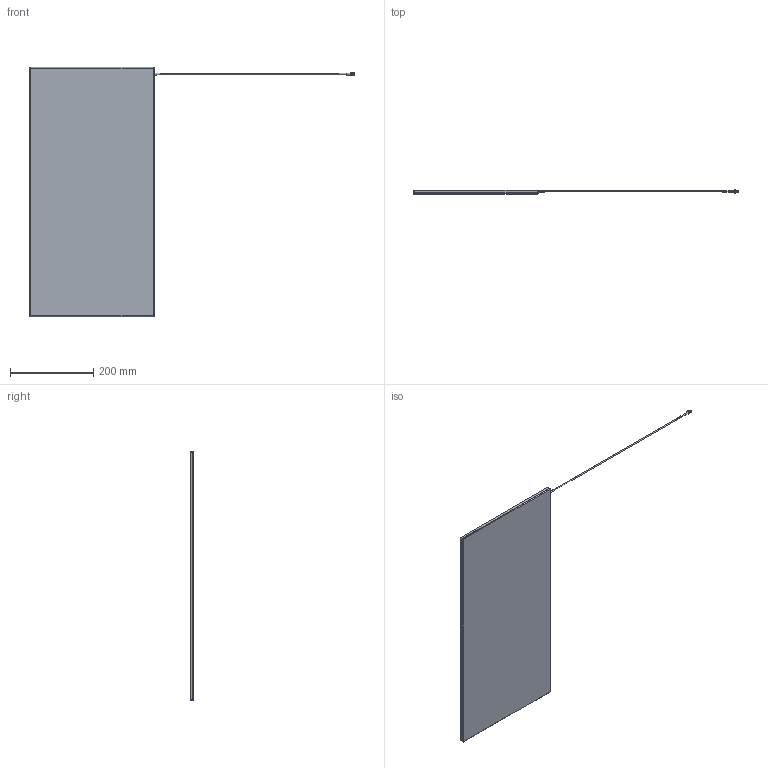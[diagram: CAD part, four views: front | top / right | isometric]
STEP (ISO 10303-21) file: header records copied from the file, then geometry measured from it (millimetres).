
FILE_DESCRIPTION (( 'STEP AP214' ), '1' );
FILE_NAME ('A1163 Antenna (B_Flat) 10-3-25.STEP', '2025-03-10T01:34:58', ( '' ), ( '' ), 'SwSTEP 2.0', 'SolidWorks 2019', '' );
FILE_SCHEMA (( 'AUTOMOTIVE_DESIGN' ));
Length unit declared in the file: millimetre
Products named in the file (1): A1163 Antenna (B_Flat) 10-3-25
Bounding box: 782.2 x 9.55 x 600 mm (x, y, z)
Volume: 1549579.5 mm3; surface area: 1098876.5 mm2
Topology: 4 solids, 4 shells, 109 faces, 262 edges, 170 vertices
Faces by surface type: cylinder 63, plane 27, cone 12, torus 4, bspline 3
Entity records: 5605 total; most frequent: CARTESIAN_POINT 1825, DIRECTION 534, ORIENTED_EDGE 524, EDGE_CURVE 262, AXIS2_PLACEMENT_3D 213, VERTEX_POINT 170, EDGE_LOOP 130, UNCERTAINTY_MEASURE_WITH_UNIT 115
